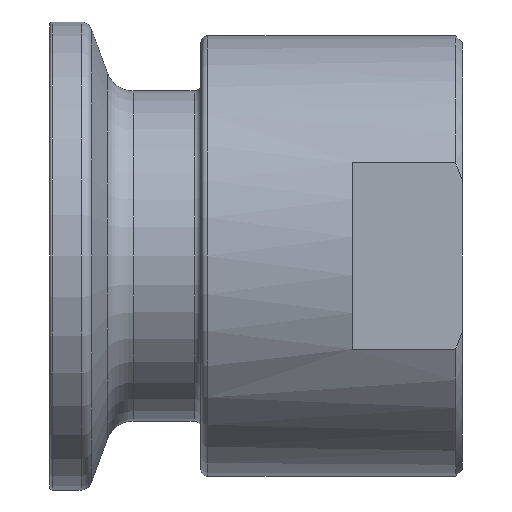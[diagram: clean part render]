
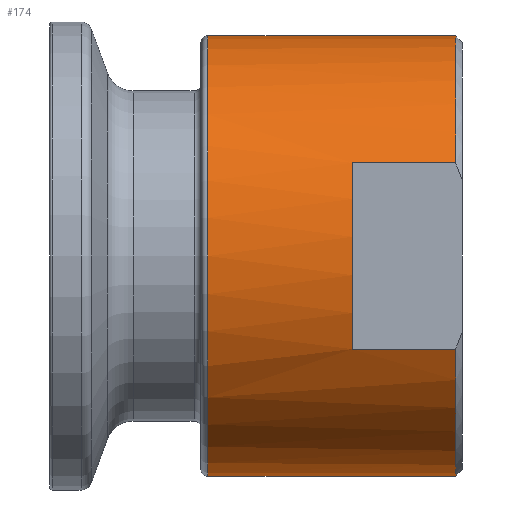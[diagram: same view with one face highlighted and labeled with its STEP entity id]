
A CAD part, front view. The second image highlights one B-rep face of the part: STEP entity #174.
In plain terms, the highlighted cylindrical face has radius 16 mm (diameter 32 mm), a partial arc.
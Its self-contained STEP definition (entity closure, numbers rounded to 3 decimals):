
#23 = CIRCLE ( 'NONE', #514, 16. ) ;
#42 = CARTESIAN_POINT ( 'NONE',  ( 22., 0., 0. ) ) ;
#49 = DIRECTION ( 'NONE',  ( 0., 0., 1. ) ) ;
#58 = EDGE_CURVE ( 'NONE', #595, #973, #1192, .T. ) ;
#124 = EDGE_CURVE ( 'NONE', #270, #1240, #958, .T. ) ;
#169 = CARTESIAN_POINT ( 'NONE',  ( -2.381, -14.5, 6.764 ) ) ;
#174 = ADVANCED_FACE ( 'NONE', ( #1180 ), #663, .T. ) ;
#179 = VECTOR ( 'NONE', #313, 1000. ) ;
#183 = CARTESIAN_POINT ( 'NONE',  ( 29.5, 0., -16. ) ) ;
#193 = ORIENTED_EDGE ( 'NONE', *, *, #58, .T. ) ;
#207 = DIRECTION ( 'NONE',  ( 0., 0., 1. ) ) ;
#217 = ORIENTED_EDGE ( 'NONE', *, *, #422, .T. ) ;
#225 = ORIENTED_EDGE ( 'NONE', *, *, #124, .F. ) ;
#244 = CARTESIAN_POINT ( 'NONE',  ( 22., -14.5, -6.764 ) ) ;
#258 = ORIENTED_EDGE ( 'NONE', *, *, #729, .T. ) ;
#270 = VERTEX_POINT ( 'NONE', #903 ) ;
#290 = EDGE_CURVE ( 'NONE', #330, #973, #23, .T. ) ;
#313 = DIRECTION ( 'NONE',  ( -1., 0., 0. ) ) ;
#330 = VERTEX_POINT ( 'NONE', #613 ) ;
#334 = AXIS2_PLACEMENT_3D ( 'NONE', #992, #758, #1185 ) ;
#337 = VERTEX_POINT ( 'NONE', #398 ) ;
#375 = DIRECTION ( 'NONE',  ( 0., 0., 1. ) ) ;
#387 = AXIS2_PLACEMENT_3D ( 'NONE', #740, #1154, #207 ) ;
#398 = CARTESIAN_POINT ( 'NONE',  ( 29.5, 0., 16. ) ) ;
#409 = DIRECTION ( 'NONE',  ( -1., 0., 0. ) ) ;
#422 = EDGE_CURVE ( 'NONE', #330, #1256, #822, .T. ) ;
#466 = DIRECTION ( 'NONE',  ( 1., 0., 0. ) ) ;
#468 = ORIENTED_EDGE ( 'NONE', *, *, #535, .F. ) ;
#475 = EDGE_CURVE ( 'NONE', #337, #1240, #1271, .T. ) ;
#479 = ORIENTED_EDGE ( 'NONE', *, *, #475, .T. ) ;
#514 = AXIS2_PLACEMENT_3D ( 'NONE', #42, #466, #1306 ) ;
#535 = EDGE_CURVE ( 'NONE', #1366, #270, #1379, .T. ) ;
#595 = VERTEX_POINT ( 'NONE', #947 ) ;
#613 = CARTESIAN_POINT ( 'NONE',  ( 22., -14.5, 6.764 ) ) ;
#634 = CARTESIAN_POINT ( 'NONE',  ( -2.381, 0., 16. ) ) ;
#663 = CYLINDRICAL_SURFACE ( 'NONE', #1259, 16. ) ;
#720 = DIRECTION ( 'NONE',  ( -1., 0., 0. ) ) ;
#729 = EDGE_CURVE ( 'NONE', #1366, #595, #949, .T. ) ;
#740 = CARTESIAN_POINT ( 'NONE',  ( 11.5, 0., 0. ) ) ;
#758 = DIRECTION ( 'NONE',  ( -1., 0., 0. ) ) ;
#822 = LINE ( 'NONE', #169, #928 ) ;
#832 = CARTESIAN_POINT ( 'NONE',  ( -2.381, 0., -16. ) ) ;
#839 = EDGE_CURVE ( 'NONE', #1256, #337, #910, .T. ) ;
#897 = ORIENTED_EDGE ( 'NONE', *, *, #290, .F. ) ;
#903 = CARTESIAN_POINT ( 'NONE',  ( 11.5, 0., -16. ) ) ;
#910 = CIRCLE ( 'NONE', #1351, 16. ) ;
#928 = VECTOR ( 'NONE', #1016, 1000. ) ;
#932 = EDGE_LOOP ( 'NONE', ( #468, #258, #193, #897, #217, #1063, #479, #225 ) ) ;
#947 = CARTESIAN_POINT ( 'NONE',  ( 29.5, -14.5, -6.764 ) ) ;
#949 = CIRCLE ( 'NONE', #334, 16. ) ;
#958 = CIRCLE ( 'NONE', #387, 16. ) ;
#962 = CARTESIAN_POINT ( 'NONE',  ( 29.5, -14.5, 6.764 ) ) ;
#973 = VERTEX_POINT ( 'NONE', #244 ) ;
#992 = CARTESIAN_POINT ( 'NONE',  ( 29.5, 0., 0. ) ) ;
#1016 = DIRECTION ( 'NONE',  ( 1., 0., 0. ) ) ;
#1063 = ORIENTED_EDGE ( 'NONE', *, *, #839, .T. ) ;
#1065 = CARTESIAN_POINT ( 'NONE',  ( -2.381, -14.5, -6.764 ) ) ;
#1081 = DIRECTION ( 'NONE',  ( -1., 0., 0. ) ) ;
#1089 = CARTESIAN_POINT ( 'NONE',  ( -2.381, 0., 0. ) ) ;
#1119 = VECTOR ( 'NONE', #720, 1000. ) ;
#1154 = DIRECTION ( 'NONE',  ( -1., 0., 0. ) ) ;
#1180 = FACE_OUTER_BOUND ( 'NONE', #932, .T. ) ;
#1185 = DIRECTION ( 'NONE',  ( 0., 0., 1. ) ) ;
#1192 = LINE ( 'NONE', #1065, #179 ) ;
#1194 = CARTESIAN_POINT ( 'NONE',  ( 29.5, 0., 0. ) ) ;
#1240 = VERTEX_POINT ( 'NONE', #1277 ) ;
#1256 = VERTEX_POINT ( 'NONE', #962 ) ;
#1259 = AXIS2_PLACEMENT_3D ( 'NONE', #1089, #1081, #375 ) ;
#1271 = LINE ( 'NONE', #634, #1119 ) ;
#1277 = CARTESIAN_POINT ( 'NONE',  ( 11.5, 0., 16. ) ) ;
#1306 = DIRECTION ( 'NONE',  ( 0., 0., -1. ) ) ;
#1326 = DIRECTION ( 'NONE',  ( -1., 0., 0. ) ) ;
#1351 = AXIS2_PLACEMENT_3D ( 'NONE', #1194, #1326, #49 ) ;
#1366 = VERTEX_POINT ( 'NONE', #183 ) ;
#1369 = VECTOR ( 'NONE', #409, 1000. ) ;
#1379 = LINE ( 'NONE', #832, #1369 ) ;
